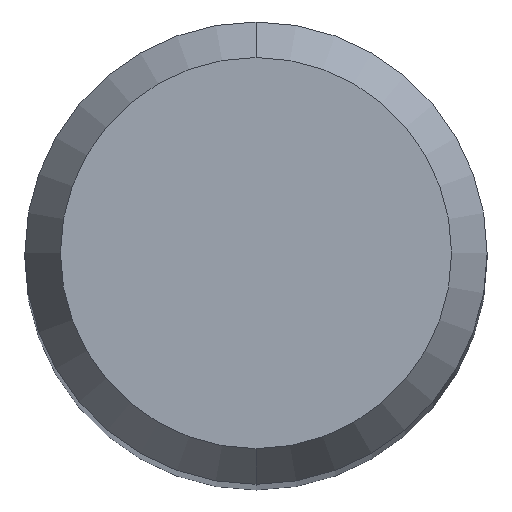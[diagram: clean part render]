
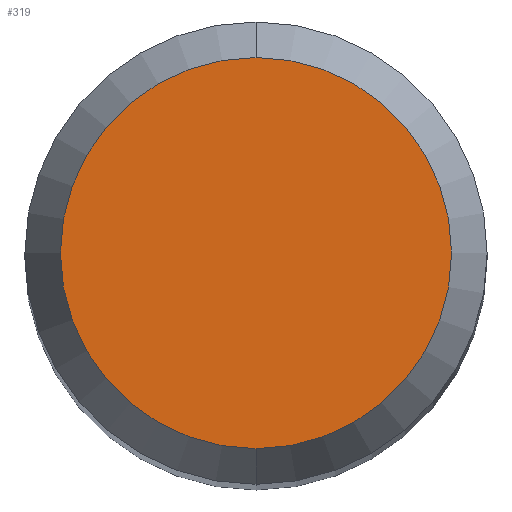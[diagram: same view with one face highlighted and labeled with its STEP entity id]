
A CAD part, top view. The second image highlights one B-rep face of the part: STEP entity #319.
In plain terms, the highlighted planar face has unit normal (0, 0, 1).
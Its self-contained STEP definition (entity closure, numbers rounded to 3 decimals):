
#181=EDGE_CURVE('',#385,#279,#473,.T.);
#183=EDGE_CURVE('',#279,#385,#475,.T.);
#279=VERTEX_POINT('',#580);
#319=ADVANCED_FACE('',(#622),#623,.T.);
#385=VERTEX_POINT('',#702);
#473=CIRCLE('',#791,2.538);
#475=CIRCLE('',#794,2.538);
#580=CARTESIAN_POINT('',(0.0,2.538,41.844));
#622=FACE_OUTER_BOUND('',#1107,.T.);
#623=PLANE('',#1108);
#702=CARTESIAN_POINT('',(0.,-2.538,41.844));
#791=AXIS2_PLACEMENT_3D('',#1416,#1417,#1418);
#794=AXIS2_PLACEMENT_3D('',#1419,#1420,#1421);
#1107=EDGE_LOOP('',(#1579,#1580));
#1108=AXIS2_PLACEMENT_3D('',#1581,#1582,#1583);
#1416=CARTESIAN_POINT('',(0.0,0.0,41.844));
#1417=DIRECTION('',(0.0,0.0,-1.0));
#1418=DIRECTION('',(0.0,1.0,0.0));
#1419=CARTESIAN_POINT('',(0.0,0.0,41.844));
#1420=DIRECTION('',(0.0,0.0,-1.0));
#1421=DIRECTION('',(0.0,1.0,0.0));
#1579=ORIENTED_EDGE('',*,*,#183,.F.);
#1580=ORIENTED_EDGE('',*,*,#181,.F.);
#1581=CARTESIAN_POINT('',(0.0,1.269,41.844));
#1582=DIRECTION('',(-0.0,0.0,1.0));
#1583=DIRECTION('',(0.0,-1.0,0.0));
